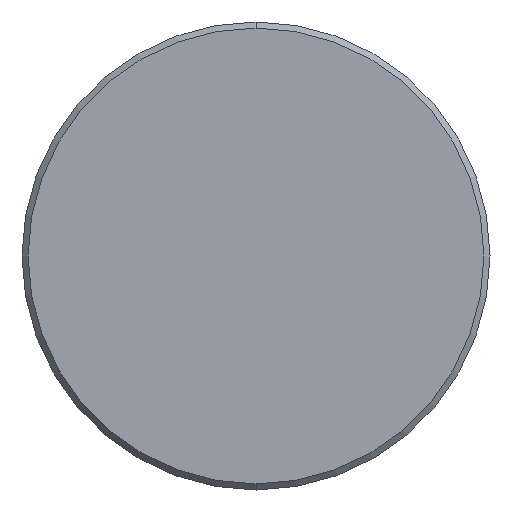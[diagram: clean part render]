
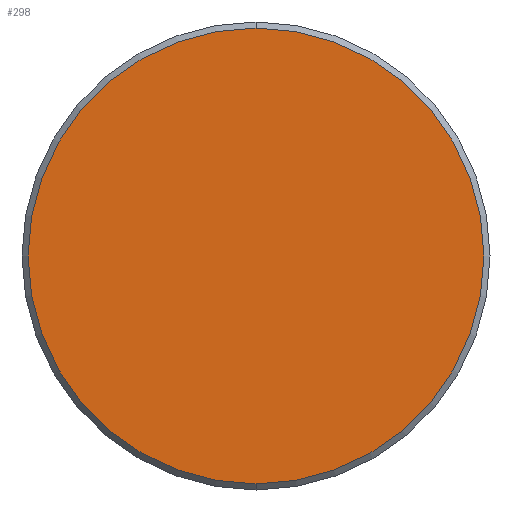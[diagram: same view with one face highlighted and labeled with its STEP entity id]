
A CAD part, left-side view. The second image highlights one B-rep face of the part: STEP entity #298.
In plain terms, the highlighted planar face has unit normal (-1, 0, 0).
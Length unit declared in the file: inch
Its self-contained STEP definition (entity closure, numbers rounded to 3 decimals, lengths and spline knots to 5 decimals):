
#48 = DIRECTION ( 'NONE',  ( 0., 0., 1. ) ) ;
#62 = CARTESIAN_POINT ( 'NONE',  ( -3.41, 0., 0. ) ) ;
#107 = CARTESIAN_POINT ( 'NONE',  ( -3.41, 0., -0.9045 ) ) ;
#155 = CARTESIAN_POINT ( 'NONE',  ( -3.41, 0., 0. ) ) ;
#180 = DIRECTION ( 'NONE',  ( 0., 0., 1. ) ) ;
#198 = VERTEX_POINT ( 'NONE', #107 ) ;
#289 = CIRCLE ( 'NONE', #638, 0.9045 ) ;
#298 = ADVANCED_FACE ( 'NONE', ( #1118 ), #750, .T. ) ;
#436 = ORIENTED_EDGE ( 'NONE', *, *, #942, .T. ) ;
#448 = CIRCLE ( 'NONE', #1210, 0.9045 ) ;
#476 = ORIENTED_EDGE ( 'NONE', *, *, #838, .T. ) ;
#490 = DIRECTION ( 'NONE',  ( -1., 0., 0. ) ) ;
#523 = EDGE_LOOP ( 'NONE', ( #476, #436 ) ) ;
#573 = DIRECTION ( 'NONE',  ( 0., 0., 1. ) ) ;
#588 = CARTESIAN_POINT ( 'NONE',  ( -3.41, 0., 0. ) ) ;
#638 = AXIS2_PLACEMENT_3D ( 'NONE', #62, #784, #180 ) ;
#750 = PLANE ( 'NONE',  #1268 ) ;
#757 = DIRECTION ( 'NONE',  ( -1., 0., 0. ) ) ;
#784 = DIRECTION ( 'NONE',  ( -1., 0., 0. ) ) ;
#838 = EDGE_CURVE ( 'NONE', #198, #906, #448, .T. ) ;
#906 = VERTEX_POINT ( 'NONE', #1186 ) ;
#942 = EDGE_CURVE ( 'NONE', #906, #198, #289, .T. ) ;
#1118 = FACE_OUTER_BOUND ( 'NONE', #523, .T. ) ;
#1186 = CARTESIAN_POINT ( 'NONE',  ( -3.41, 0., 0.9045 ) ) ;
#1210 = AXIS2_PLACEMENT_3D ( 'NONE', #588, #490, #573 ) ;
#1268 = AXIS2_PLACEMENT_3D ( 'NONE', #155, #757, #48 ) ;
